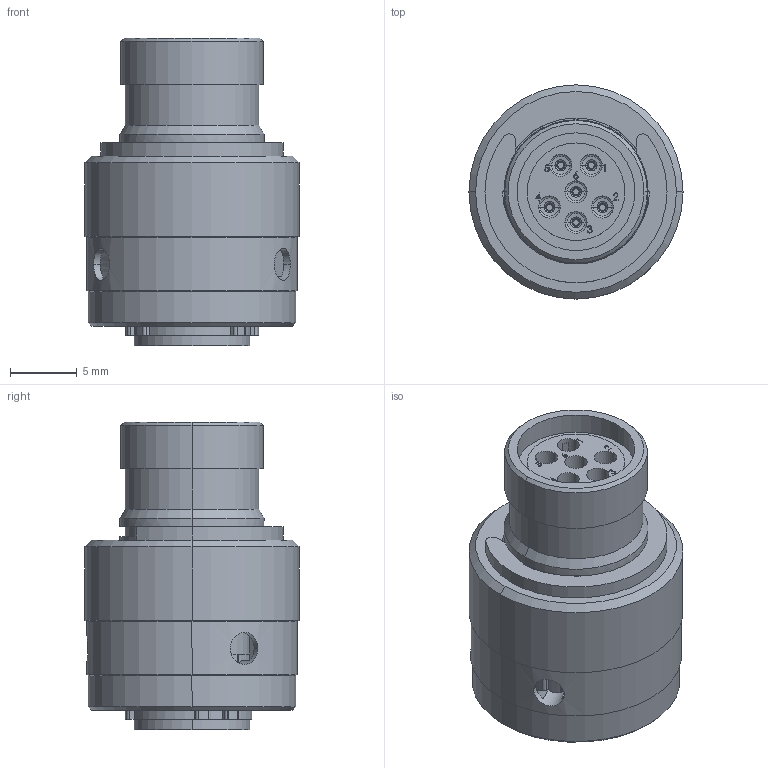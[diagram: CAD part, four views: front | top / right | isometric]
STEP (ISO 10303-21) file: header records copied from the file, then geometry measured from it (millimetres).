
FILE_DESCRIPTION (( 'STEP AP214' ), '1' );
FILE_NAME ('AS607-35SN.STEP', '2016-08-01T12:19:53', ( 'TE Connectivity' ), ( 'TE Connectivity' ), 'SwSTEP 2.0', 'SolidWorks 2014', '' );
FILE_SCHEMA (( 'AUTOMOTIVE_DESIGN' ));
Length unit declared in the file: millimetre
Products named in the file (1): AS607-35SN
Bounding box: 16 x 16 x 23 mm (x, y, z)
Volume: 2555.9 mm3; surface area: 3675.8 mm2
Topology: 1 solids, 3 shells, 1098 faces, 2556 edges, 1531 vertices
Faces by surface type: cylinder 331, torus 256, plane 233, cone 192, bspline 86
Entity records: 51513 total; most frequent: CARTESIAN_POINT 14961, DIRECTION 5487, ORIENTED_EDGE 5088, EDGE_CURVE 2544, AXIS2_PLACEMENT_3D 2294, VERTEX_POINT 1531, CIRCLE 1281, EDGE_LOOP 1195
